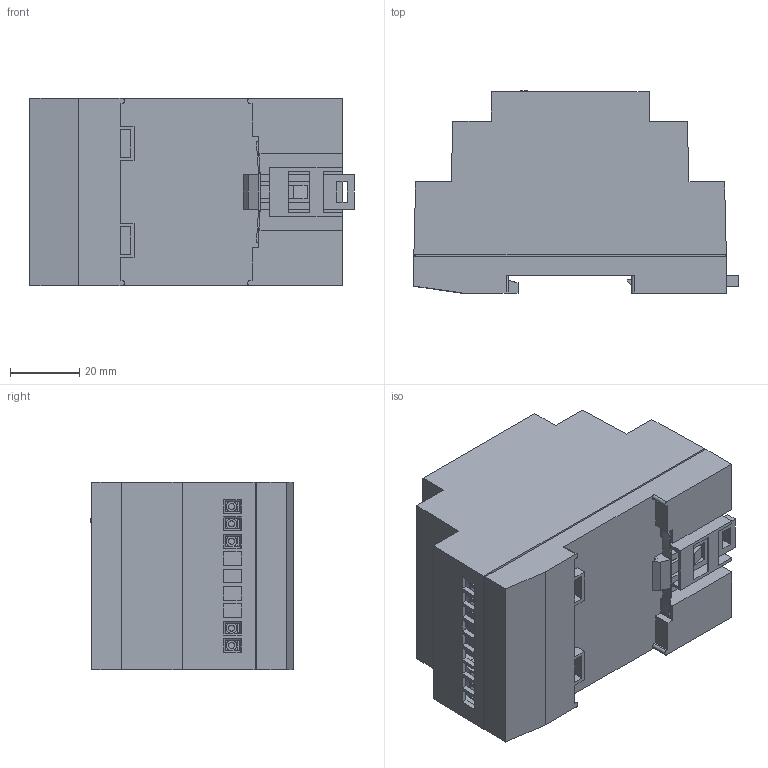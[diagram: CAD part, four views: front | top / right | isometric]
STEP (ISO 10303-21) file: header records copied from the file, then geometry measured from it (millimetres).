
FILE_DESCRIPTION (( 'STEP AP214' ), '1' );
FILE_NAME ('3D 沓麧錪 檐5.STEP', '2020-10-15T08:07:48', ( '' ), ( '' ), 'SwSTEP 2.0', 'SolidWorks 2015', '' );
FILE_SCHEMA (( 'AUTOMOTIVE_DESIGN' ));
Length unit declared in the file: millimetre
Products named in the file (6): ﾈ淸韭瑣ⅱ; Çàùåëêà(Ä); 椯鴀殣罻; 3D 沓麧錪 檐5; Êîðïóñ Ä3-5; Êëåììà íèçêàÿ_11õ8õ5ìì
Assembly tree (12 placements, depth 2):
  3D 沓麧錪 檐5
    Êîðïóñ Ä3-5
    Çàùåëêà(Ä)
    ﾈ淸韭瑣ⅱ
    椯鴀殣罻
    Êëåììà íèçêàÿ_11õ8õ5ìì  x8
Bounding box: 93.4 x 58.3 x 54 mm (x, y, z)
Volume: 168600.8 mm3; surface area: 45608.2 mm2
Topology: 12 solids, 12 shells, 1210 faces, 3157 edges, 2093 vertices
Faces by surface type: plane 1011, cylinder 115, bspline 82, sphere 2
Entity records: 53678 total; most frequent: CARTESIAN_POINT 23531, ORIENTED_EDGE 4858, DIRECTION 4089, EDGE_CURVE 2429, LINE 2139, VECTOR 2139, VERTEX_POINT 1617, EDGE_LOOP 1090
